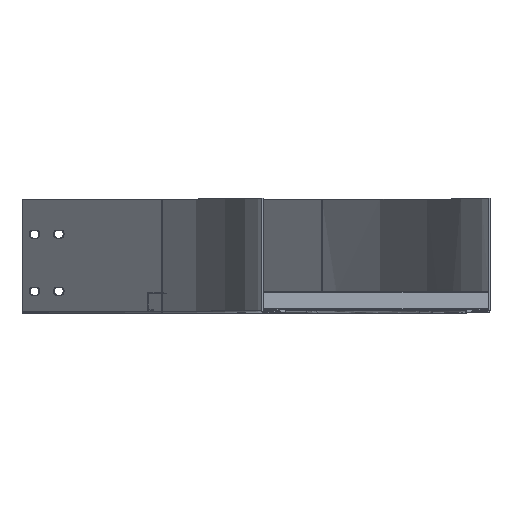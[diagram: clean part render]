
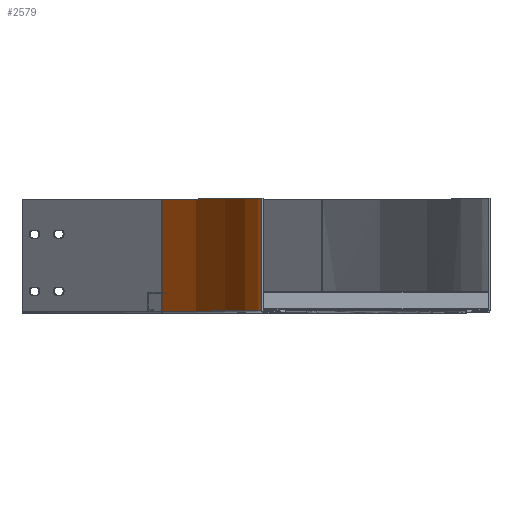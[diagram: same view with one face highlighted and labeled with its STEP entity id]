
A CAD part, top view. The second image highlights one B-rep face of the part: STEP entity #2579.
In plain terms, the highlighted cylindrical face has radius 300 mm (diameter 600 mm), a partial arc.
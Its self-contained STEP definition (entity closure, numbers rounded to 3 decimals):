
#184 = CARTESIAN_POINT ( 'NONE',  ( 0., -41.13, -173. ) ) ;
#372 = DIRECTION ( 'NONE',  ( 0., -1., 0. ) ) ;
#453 = EDGE_CURVE ( 'NONE', #3652, #4624, #2275, .T. ) ;
#459 = EDGE_CURVE ( 'NONE', #4639, #3632, #2249, .T. ) ;
#461 = EDGE_CURVE ( 'NONE', #3632, #4624, #2152, .T. ) ;
#580 = EDGE_CURVE ( 'NONE', #4639, #3652, #1988, .T. ) ;
#775 = ORIENTED_EDGE ( 'NONE', *, *, #580, .F. ) ;
#777 = ORIENTED_EDGE ( 'NONE', *, *, #459, .T. ) ;
#778 = ORIENTED_EDGE ( 'NONE', *, *, #453, .F. ) ;
#810 = ORIENTED_EDGE ( 'NONE', *, *, #461, .T. ) ;
#1007 = CARTESIAN_POINT ( 'NONE',  ( -87.868, 57.07, -385.132 ) ) ;
#1676 = FACE_OUTER_BOUND ( 'NONE', #6223, .T. ) ;
#1684 = CYLINDRICAL_SURFACE ( 'NONE', #2971, 300. ) ;
#1988 = LINE ( 'NONE', #184, #2035 ) ;
#2035 = VECTOR ( 'NONE', #372, 1000. ) ;
#2152 = LINE ( 'NONE', #4152, #2343 ) ;
#2249 = CIRCLE ( 'NONE', #4221, 300. ) ;
#2275 = CIRCLE ( 'NONE', #4229, 300. ) ;
#2343 = VECTOR ( 'NONE', #4143, 1000. ) ;
#2579 = ADVANCED_FACE ( 'NONE', ( #1676 ), #1684, .F. ) ;
#2971 = AXIS2_PLACEMENT_3D ( 'NONE', #5106, #5107, #5154 ) ;
#3225 = CARTESIAN_POINT ( 'NONE',  ( -87.868, -41.13, -385.132 ) ) ;
#3232 = CARTESIAN_POINT ( 'NONE',  ( 0., 57.07, -173. ) ) ;
#3632 = VERTEX_POINT ( 'NONE', #1007 ) ;
#3652 = VERTEX_POINT ( 'NONE', #5651 ) ;
#3894 = DIRECTION ( 'NONE',  ( 0., 0., 1. ) ) ;
#3895 = DIRECTION ( 'NONE',  ( 0., 1., 0. ) ) ;
#3896 = CARTESIAN_POINT ( 'NONE',  ( -300., -41.13, -173. ) ) ;
#4090 = CARTESIAN_POINT ( 'NONE',  ( -300., 57.07, -173. ) ) ;
#4143 = DIRECTION ( 'NONE',  ( 0., -1., 0. ) ) ;
#4144 = DIRECTION ( 'NONE',  ( 0., 0., 1. ) ) ;
#4152 = CARTESIAN_POINT ( 'NONE',  ( -87.868, -41.13, -385.132 ) ) ;
#4154 = DIRECTION ( 'NONE',  ( 0., 1., 0. ) ) ;
#4221 = AXIS2_PLACEMENT_3D ( 'NONE', #4090, #4154, #4144 ) ;
#4229 = AXIS2_PLACEMENT_3D ( 'NONE', #3896, #3895, #3894 ) ;
#4624 = VERTEX_POINT ( 'NONE', #3225 ) ;
#4639 = VERTEX_POINT ( 'NONE', #3232 ) ;
#5106 = CARTESIAN_POINT ( 'NONE',  ( -300., 0., -173. ) ) ;
#5107 = DIRECTION ( 'NONE',  ( 0., 1., 0. ) ) ;
#5154 = DIRECTION ( 'NONE',  ( 0., 0., 1. ) ) ;
#5651 = CARTESIAN_POINT ( 'NONE',  ( 0., -41.13, -173. ) ) ;
#6223 = EDGE_LOOP ( 'NONE', ( #775, #777, #810, #778 ) ) ;
